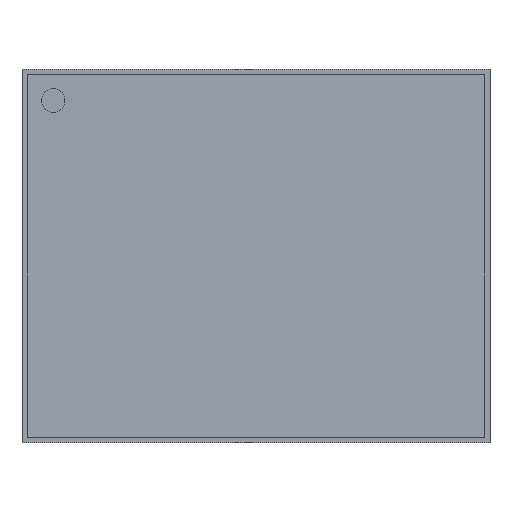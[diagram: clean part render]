
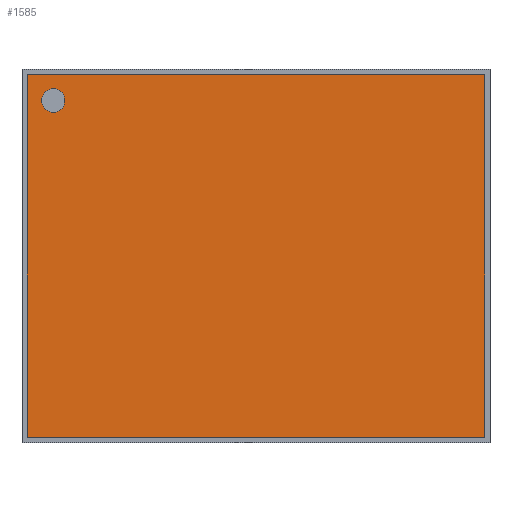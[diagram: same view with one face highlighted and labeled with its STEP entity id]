
A CAD part, top view. The second image highlights one B-rep face of the part: STEP entity #1585.
In plain terms, the highlighted planar face has unit normal (0, 0, 1).
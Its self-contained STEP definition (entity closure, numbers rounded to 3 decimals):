
#95=FACE_BOUND('',#422,.T.);
#103=PLANE('',#1842);
#125=LINE('',#2829,#150);
#126=LINE('',#2831,#151);
#127=LINE('',#2833,#152);
#128=LINE('',#2834,#153);
#150=VECTOR('',#2368,1.);
#151=VECTOR('',#2369,1.);
#152=VECTOR('',#2370,1.);
#153=VECTOR('',#2371,1.);
#247=FACE_OUTER_BOUND('',#421,.T.);
#421=EDGE_LOOP('',(#1307,#1308,#1309,#1310));
#422=EDGE_LOOP('',(#1311));
#587=CIRCLE('',#1833,0.111);
#749=VERTEX_POINT('',#2786);
#763=VERTEX_POINT('',#2827);
#764=VERTEX_POINT('',#2828);
#765=VERTEX_POINT('',#2830);
#766=VERTEX_POINT('',#2832);
#927=EDGE_CURVE('',#749,#749,#587,.T.);
#946=EDGE_CURVE('',#763,#764,#125,.T.);
#947=EDGE_CURVE('',#764,#765,#126,.T.);
#948=EDGE_CURVE('',#765,#766,#127,.T.);
#949=EDGE_CURVE('',#766,#763,#128,.T.);
#1307=ORIENTED_EDGE('',*,*,#946,.T.);
#1308=ORIENTED_EDGE('',*,*,#947,.T.);
#1309=ORIENTED_EDGE('',*,*,#948,.T.);
#1310=ORIENTED_EDGE('',*,*,#949,.T.);
#1311=ORIENTED_EDGE('',*,*,#927,.T.);
#1585=ADVANCED_FACE('',(#247,#95),#103,.F.);
#1833=AXIS2_PLACEMENT_3D('',#2787,#2331,#2332);
#1842=AXIS2_PLACEMENT_3D('',#2826,#2366,#2367);
#2331=DIRECTION('center_axis',(0.,0.,-1.));
#2332=DIRECTION('ref_axis',(1.,0.,0.));
#2366=DIRECTION('center_axis',(0.,0.,-1.));
#2367=DIRECTION('ref_axis',(1.,0.,0.));
#2368=DIRECTION('',(0.,1.,0.));
#2369=DIRECTION('',(-1.,0.,0.));
#2370=DIRECTION('',(0.,-1.,0.));
#2371=DIRECTION('',(1.,0.,0.));
#2786=CARTESIAN_POINT('',(-2.04,1.478,0.455));
#2787=CARTESIAN_POINT('Origin',(-1.928,1.478,0.455));
#2826=CARTESIAN_POINT('Origin',(0.,0.,0.455));
#2827=CARTESIAN_POINT('',(2.175,-1.725,0.455));
#2828=CARTESIAN_POINT('',(2.175,1.725,0.455));
#2829=CARTESIAN_POINT('',(2.175,0.,0.455));
#2830=CARTESIAN_POINT('',(-2.175,1.725,0.455));
#2831=CARTESIAN_POINT('',(0.,1.725,0.455));
#2832=CARTESIAN_POINT('',(-2.175,-1.725,0.455));
#2833=CARTESIAN_POINT('',(-2.175,0.,0.455));
#2834=CARTESIAN_POINT('',(0.,-1.725,0.455));
